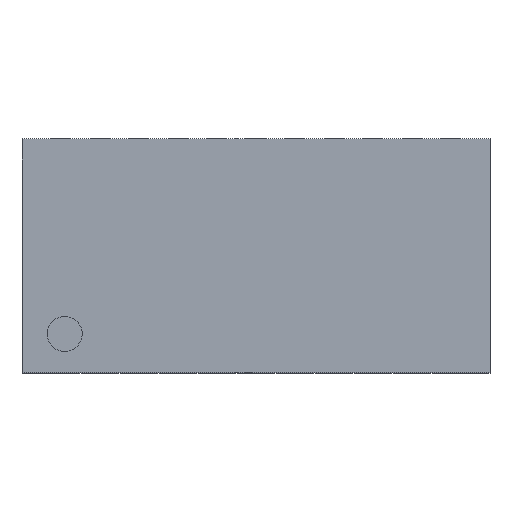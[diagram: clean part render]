
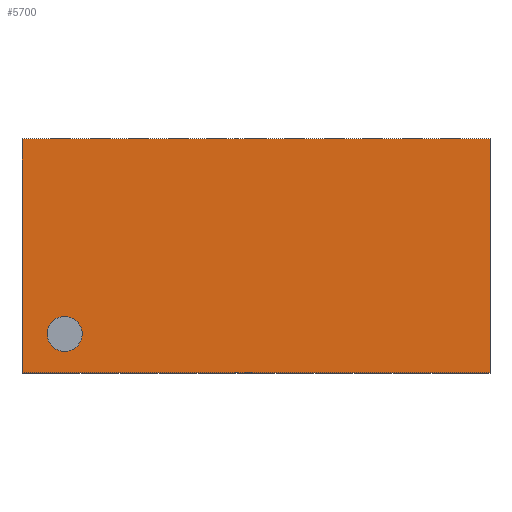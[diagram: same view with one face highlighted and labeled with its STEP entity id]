
A CAD part, top view. The second image highlights one B-rep face of the part: STEP entity #5700.
In plain terms, the highlighted planar face has unit normal (0, 0, 1).
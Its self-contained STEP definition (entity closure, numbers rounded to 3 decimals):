
#104=CIRCLE('',#6001,0.225);
#1073=ORIENTED_EDGE('',*,*,#1949,.T.);
#1074=ORIENTED_EDGE('',*,*,#1900,.T.);
#1075=ORIENTED_EDGE('',*,*,#1907,.T.);
#1076=ORIENTED_EDGE('',*,*,#1904,.T.);
#1077=ORIENTED_EDGE('',*,*,#1936,.T.);
#1900=EDGE_CURVE('',#2378,#2380,#2854,.T.);
#1904=EDGE_CURVE('',#2382,#2384,#2858,.T.);
#1907=EDGE_CURVE('',#2380,#2382,#2861,.T.);
#1936=EDGE_CURVE('',#2384,#2378,#2890,.T.);
#1949=EDGE_CURVE('',#2405,#2405,#104,.T.);
#2378=VERTEX_POINT('',#8185);
#2380=VERTEX_POINT('',#8189);
#2382=VERTEX_POINT('',#8194);
#2384=VERTEX_POINT('',#8198);
#2405=VERTEX_POINT('',#8270);
#2854=LINE('',#8190,#3356);
#2858=LINE('',#8199,#3360);
#2861=LINE('',#8203,#3363);
#2890=LINE('',#8241,#3392);
#3356=VECTOR('',#6946,1000.);
#3360=VECTOR('',#6952,1000.);
#3363=VECTOR('',#6957,1000.);
#3392=VECTOR('',#6988,1000.);
#3641=EDGE_LOOP('',(#1073));
#3642=EDGE_LOOP('',(#1074,#1075,#1076,#1077));
#3855=FACE_BOUND('',#3641,.T.);
#3856=FACE_BOUND('',#3642,.T.);
#4029=PLANE('',#6000);
#5700=ADVANCED_FACE('',(#3855,#3856),#4029,.T.);
#6000=AXIS2_PLACEMENT_3D('',#8268,#7009,#7010);
#6001=AXIS2_PLACEMENT_3D('',#8269,#7011,#7012);
#6946=DIRECTION('',(0.,-1.,0.));
#6952=DIRECTION('',(0.,1.,0.));
#6957=DIRECTION('',(1.,0.,0.));
#6988=DIRECTION('',(-1.,0.,0.));
#7009=DIRECTION('',(0.,0.,1.));
#7010=DIRECTION('',(1.,0.,0.));
#7011=DIRECTION('',(0.,0.,-1.));
#7012=DIRECTION('',(1.,0.,0.));
#8185=CARTESIAN_POINT('',(-3.,1.5,0.));
#8189=CARTESIAN_POINT('',(-3.,-1.5,0.));
#8190=CARTESIAN_POINT('',(-3.,1.5,0.));
#8194=CARTESIAN_POINT('',(3.,-1.5,0.));
#8198=CARTESIAN_POINT('',(3.,1.5,0.));
#8199=CARTESIAN_POINT('',(3.,-1.5,0.));
#8203=CARTESIAN_POINT('',(-3.,-1.5,0.));
#8241=CARTESIAN_POINT('',(3.,1.5,0.));
#8268=CARTESIAN_POINT('',(0.,0.,0.));
#8269=CARTESIAN_POINT('',(-2.453,-1.,0.));
#8270=CARTESIAN_POINT('',(-2.228,-1.,0.));
